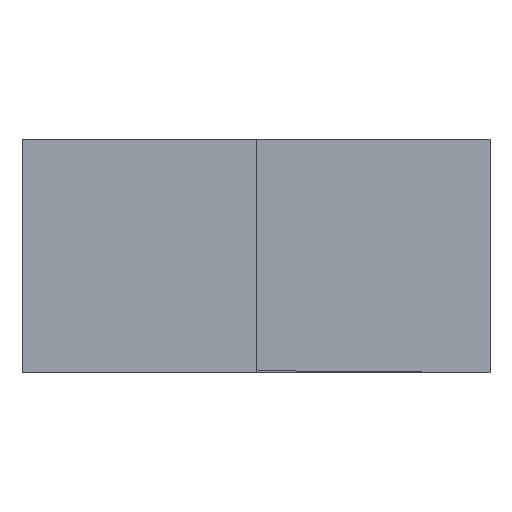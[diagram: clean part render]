
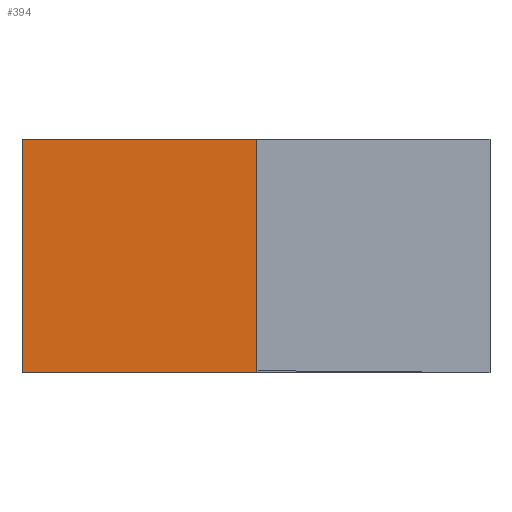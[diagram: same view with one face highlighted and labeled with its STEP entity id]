
A CAD part, top view. The second image highlights one B-rep face of the part: STEP entity #394.
In plain terms, the highlighted planar face has unit normal (0, 0, 1).
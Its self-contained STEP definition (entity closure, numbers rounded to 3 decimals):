
#80 = VERTEX_POINT('',#81);
#81 = CARTESIAN_POINT('',(0.,0.75,0.008));
#88 = PLANE('',#89);
#89 = AXIS2_PLACEMENT_3D('',#90,#91,#92);
#90 = CARTESIAN_POINT('',(0.,0.75,0.));
#91 = DIRECTION('',(1.,0.,-0.));
#92 = DIRECTION('',(0.,-1.,0.));
#100 = PLANE('',#101);
#101 = AXIS2_PLACEMENT_3D('',#102,#103,#104);
#102 = CARTESIAN_POINT('',(0.376,0.75,0.));
#103 = DIRECTION('',(0.,-1.,0.));
#104 = DIRECTION('',(-1.,0.,0.));
#112 = EDGE_CURVE('',#80,#113,#115,.T.);
#113 = VERTEX_POINT('',#114);
#114 = CARTESIAN_POINT('',(0.,0.376,0.008));
#115 = SURFACE_CURVE('',#116,(#120,#127),.PCURVE_S1.);
#116 = LINE('',#117,#118);
#117 = CARTESIAN_POINT('',(0.,0.75,0.008));
#118 = VECTOR('',#119,1.);
#119 = DIRECTION('',(0.,-1.,0.));
#120 = PCURVE('',#88,#121);
#121 = DEFINITIONAL_REPRESENTATION('',(#122),#126);
#122 = LINE('',#123,#124);
#123 = CARTESIAN_POINT('',(0.,-0.008));
#124 = VECTOR('',#125,1.);
#125 = DIRECTION('',(1.,0.));
#126 = ( GEOMETRIC_REPRESENTATION_CONTEXT(2) 
PARAMETRIC_REPRESENTATION_CONTEXT() REPRESENTATION_CONTEXT('2D SPACE',''
  ) );
#127 = PCURVE('',#128,#133);
#128 = PLANE('',#129);
#129 = AXIS2_PLACEMENT_3D('',#130,#131,#132);
#130 = CARTESIAN_POINT('',(0.,0.376,0.008));
#131 = DIRECTION('',(0.,0.,1.));
#132 = DIRECTION('',(1.,0.,-0.));
#133 = DEFINITIONAL_REPRESENTATION('',(#134),#138);
#134 = LINE('',#135,#136);
#135 = CARTESIAN_POINT('',(0.,0.374));
#136 = VECTOR('',#137,1.);
#137 = DIRECTION('',(0.,-1.));
#138 = ( GEOMETRIC_REPRESENTATION_CONTEXT(2) 
PARAMETRIC_REPRESENTATION_CONTEXT() REPRESENTATION_CONTEXT('2D SPACE',''
  ) );
#156 = PLANE('',#157);
#157 = AXIS2_PLACEMENT_3D('',#158,#159,#160);
#158 = CARTESIAN_POINT('',(0.,0.376,0.));
#159 = DIRECTION('',(0.,1.,0.));
#160 = DIRECTION('',(1.,0.,0.));
#200 = VERTEX_POINT('',#201);
#201 = CARTESIAN_POINT('',(0.376,0.75,0.008));
#215 = PLANE('',#216);
#216 = AXIS2_PLACEMENT_3D('',#217,#218,#219);
#217 = CARTESIAN_POINT('',(0.376,0.75,0.));
#218 = DIRECTION('',(1.,0.,-0.));
#219 = DIRECTION('',(0.,-1.,0.));
#227 = EDGE_CURVE('',#200,#80,#228,.T.);
#228 = SURFACE_CURVE('',#229,(#233,#240),.PCURVE_S1.);
#229 = LINE('',#230,#231);
#230 = CARTESIAN_POINT('',(0.75,0.75,0.008));
#231 = VECTOR('',#232,1.);
#232 = DIRECTION('',(-1.,0.,0.));
#233 = PCURVE('',#100,#234);
#234 = DEFINITIONAL_REPRESENTATION('',(#235),#239);
#235 = LINE('',#236,#237);
#236 = CARTESIAN_POINT('',(-0.374,-0.008));
#237 = VECTOR('',#238,1.);
#238 = DIRECTION('',(1.,0.));
#239 = ( GEOMETRIC_REPRESENTATION_CONTEXT(2) 
PARAMETRIC_REPRESENTATION_CONTEXT() REPRESENTATION_CONTEXT('2D SPACE',''
  ) );
#240 = PCURVE('',#128,#241);
#241 = DEFINITIONAL_REPRESENTATION('',(#242),#246);
#242 = LINE('',#243,#244);
#243 = CARTESIAN_POINT('',(0.75,0.374));
#244 = VECTOR('',#245,1.);
#245 = DIRECTION('',(-1.,0.));
#246 = ( GEOMETRIC_REPRESENTATION_CONTEXT(2) 
PARAMETRIC_REPRESENTATION_CONTEXT() REPRESENTATION_CONTEXT('2D SPACE',''
  ) );
#274 = EDGE_CURVE('',#200,#275,#277,.T.);
#275 = VERTEX_POINT('',#276);
#276 = CARTESIAN_POINT('',(0.376,0.376,0.008));
#277 = SURFACE_CURVE('',#278,(#282,#289),.PCURVE_S1.);
#278 = LINE('',#279,#280);
#279 = CARTESIAN_POINT('',(0.376,0.75,0.008));
#280 = VECTOR('',#281,1.);
#281 = DIRECTION('',(0.,-1.,0.));
#282 = PCURVE('',#215,#283);
#283 = DEFINITIONAL_REPRESENTATION('',(#284),#288);
#284 = LINE('',#285,#286);
#285 = CARTESIAN_POINT('',(0.,-0.008));
#286 = VECTOR('',#287,1.);
#287 = DIRECTION('',(1.,0.));
#288 = ( GEOMETRIC_REPRESENTATION_CONTEXT(2) 
PARAMETRIC_REPRESENTATION_CONTEXT() REPRESENTATION_CONTEXT('2D SPACE',''
  ) );
#289 = PCURVE('',#128,#290);
#290 = DEFINITIONAL_REPRESENTATION('',(#291),#295);
#291 = LINE('',#292,#293);
#292 = CARTESIAN_POINT('',(0.376,0.374));
#293 = VECTOR('',#294,1.);
#294 = DIRECTION('',(0.,-1.));
#295 = ( GEOMETRIC_REPRESENTATION_CONTEXT(2) 
PARAMETRIC_REPRESENTATION_CONTEXT() REPRESENTATION_CONTEXT('2D SPACE',''
  ) );
#345 = EDGE_CURVE('',#113,#275,#346,.T.);
#346 = SURFACE_CURVE('',#347,(#351,#358),.PCURVE_S1.);
#347 = LINE('',#348,#349);
#348 = CARTESIAN_POINT('',(0.,0.376,0.008));
#349 = VECTOR('',#350,1.);
#350 = DIRECTION('',(1.,0.,0.));
#351 = PCURVE('',#156,#352);
#352 = DEFINITIONAL_REPRESENTATION('',(#353),#357);
#353 = LINE('',#354,#355);
#354 = CARTESIAN_POINT('',(0.,-0.008));
#355 = VECTOR('',#356,1.);
#356 = DIRECTION('',(1.,0.));
#357 = ( GEOMETRIC_REPRESENTATION_CONTEXT(2) 
PARAMETRIC_REPRESENTATION_CONTEXT() REPRESENTATION_CONTEXT('2D SPACE',''
  ) );
#358 = PCURVE('',#128,#359);
#359 = DEFINITIONAL_REPRESENTATION('',(#360),#364);
#360 = LINE('',#361,#362);
#361 = CARTESIAN_POINT('',(0.,0.));
#362 = VECTOR('',#363,1.);
#363 = DIRECTION('',(1.,0.));
#364 = ( GEOMETRIC_REPRESENTATION_CONTEXT(2) 
PARAMETRIC_REPRESENTATION_CONTEXT() REPRESENTATION_CONTEXT('2D SPACE',''
  ) );
#394 = ADVANCED_FACE('',(#395),#128,.T.);
#395 = FACE_BOUND('',#396,.T.);
#396 = EDGE_LOOP('',(#397,#398,#399,#400));
#397 = ORIENTED_EDGE('',*,*,#112,.T.);
#398 = ORIENTED_EDGE('',*,*,#345,.T.);
#399 = ORIENTED_EDGE('',*,*,#274,.F.);
#400 = ORIENTED_EDGE('',*,*,#227,.T.);
